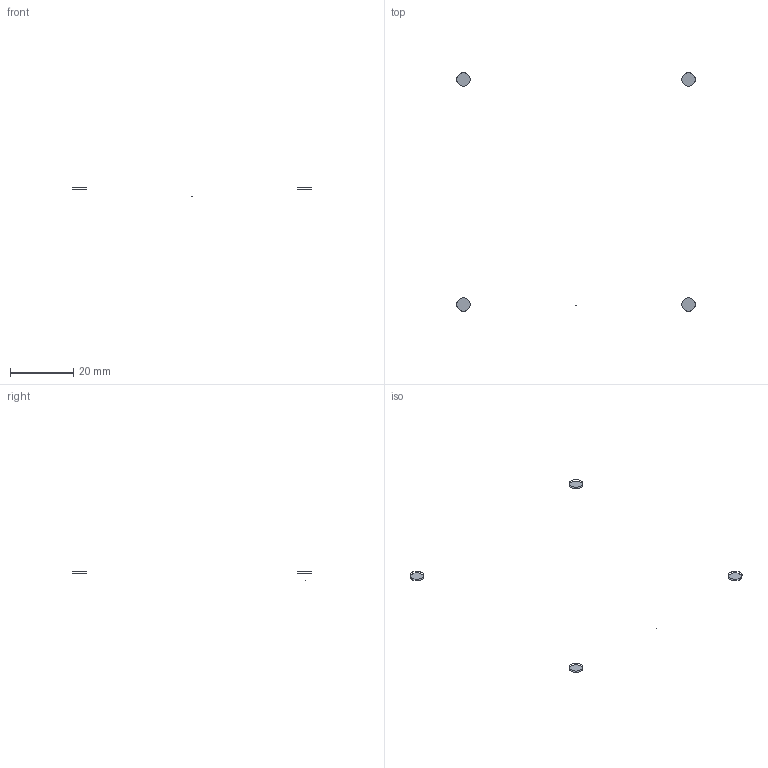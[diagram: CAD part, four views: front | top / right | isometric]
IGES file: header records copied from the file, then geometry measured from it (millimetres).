
Start section: SolidWorks IGES file using analytic representation for surfaces
Global section: file name: AFM-80M.IGS; native system: SolidWorks 2016; preprocessor: SolidWorks 2016; author: jignesh.bhoraniya; date: 180905.114225; units: millimetre
Bounding box: 75.74 x 75.74 x 2.73 mm (x, y, z)
Surface area: 2590 mm2 (no closed solid volume)
Topology: 0 solids, 0 shells, 5063 faces, 19506 edges, 19898 vertices
Faces by surface type: revolution 4627, bspline 436
